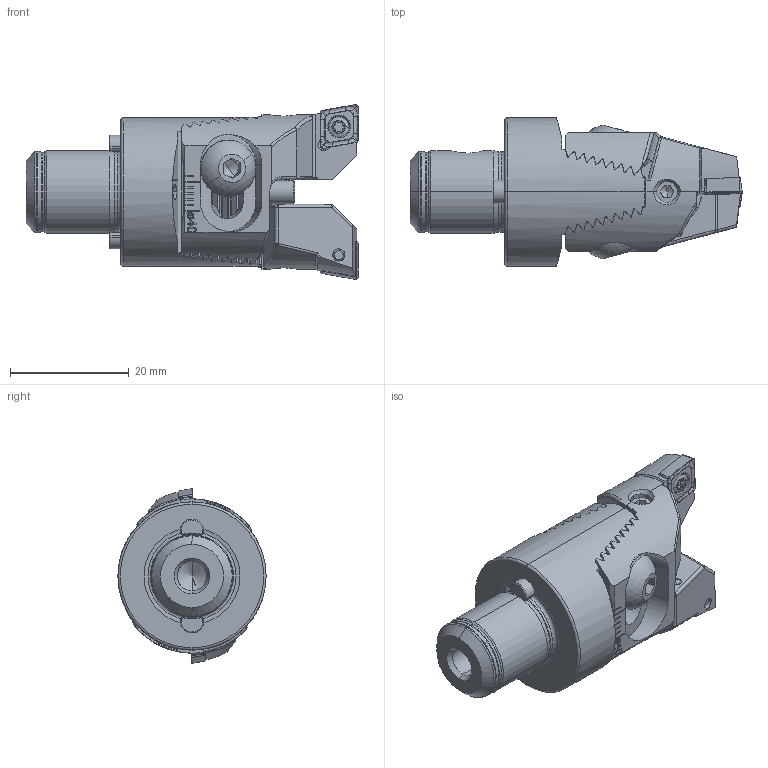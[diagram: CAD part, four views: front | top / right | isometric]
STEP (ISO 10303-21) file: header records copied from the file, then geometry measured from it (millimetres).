
FILE_DESCRIPTION (( 'STEP AP203' ), '1' );
FILE_NAME ('404.025.031.040.STEP', '2018-09-18T14:00:56', ( 'SWIAdmin' ), ( 'Hewlett-Packard Company' ), 'SwSTEP 2.0', 'SolidWorks 2017', '' );
FILE_SCHEMA (( 'CONFIG_CONTROL_DESIGN' ));
Length unit declared in the file: millimetre
Products named in the file (13): Z25-ER1.001.012; 404.025.031.040; ST2-ER2.001.006_A; Z20-ER2.001.013_A; ZC2-xxx.001.016_A; WCA-ER2.001.006_A; Z25-ER3.001.010_A; ST2-Z25.K23.040_A; CCMT060204; Z25-ER1.002.012_A; WCA-ER2.001.006_B; Z25-ER1.003.012_A_gespannt; Z25-WCA.001.016
Assembly tree (18 placements, depth 3):
  404.025.031.040
    ST2-Z25.K23.040_A
    Z25-ER1.001.012  x2
      Z25-ER1.002.012_A
      Z25-ER1.003.012_A_gespannt
    ST2-ER2.001.006_A  x2
    Z20-ER2.001.013_A
    Z25-WCA.001.016
      ZC2-xxx.001.016_A  x2
      WCA-ER2.001.006_A
      Z25-ER3.001.010_A  x2
      CCMT060204  x2
      WCA-ER2.001.006_B  x2
Bounding box: 56 x 25 x 29.5 mm (x, y, z)
Volume: 15499.3 mm3; surface area: 10594.3 mm2
Topology: 17 solids, 17 shells, 1057 faces, 2763 edges, 1730 vertices
Faces by surface type: plane 486, cylinder 267, cone 144, bspline 92, torus 46, sphere 22
Entity records: 25627 total; most frequent: CARTESIAN_POINT 8633, ORIENTED_EDGE 3558, DIRECTION 2905, EDGE_CURVE 1779, VERTEX_POINT 1127, AXIS2_PLACEMENT_3D 1067, LINE 771, VECTOR 771
